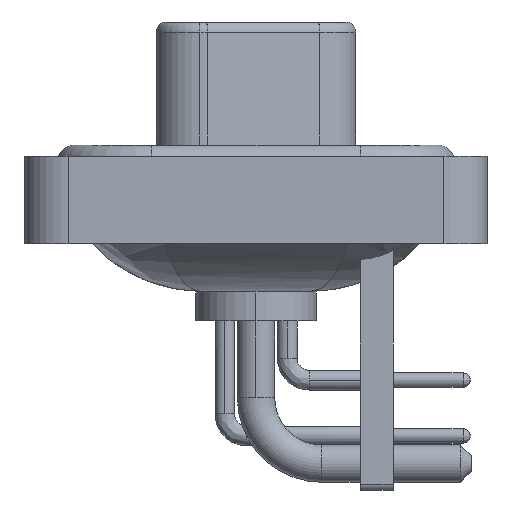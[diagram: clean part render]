
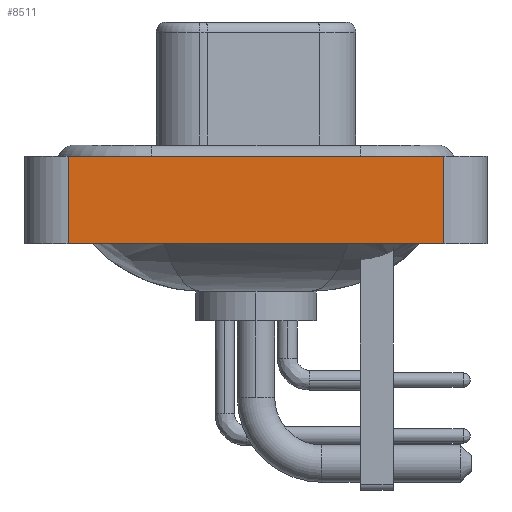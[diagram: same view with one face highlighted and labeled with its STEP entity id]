
A CAD part, left-side view. The second image highlights one B-rep face of the part: STEP entity #8511.
In plain terms, the highlighted planar face has unit normal (-1, 0, 0).
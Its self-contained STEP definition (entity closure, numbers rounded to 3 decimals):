
#829 = EDGE_CURVE ( 'NONE', #2941, #21469, #9071, .T. ) ;
#877 = EDGE_CURVE ( 'NONE', #8160, #6819, #6987, .T. ) ;
#2634 = VECTOR ( 'NONE', #8301, 1000. ) ;
#2775 = ORIENTED_EDGE ( 'NONE', *, *, #829, .F. ) ;
#2941 = VERTEX_POINT ( 'NONE', #10629 ) ;
#6582 = FACE_OUTER_BOUND ( 'NONE', #24134, .T. ) ;
#6698 = DIRECTION ( 'NONE',  ( 0., -1., 0. ) ) ;
#6819 = VERTEX_POINT ( 'NONE', #10775 ) ;
#6987 = LINE ( 'NONE', #20596, #23877 ) ;
#7951 = DIRECTION ( 'NONE',  ( 0., 0., 1. ) ) ;
#7985 = AXIS2_PLACEMENT_3D ( 'NONE', #25048, #23283, #18252 ) ;
#8160 = VERTEX_POINT ( 'NONE', #11243 ) ;
#8301 = DIRECTION ( 'NONE',  ( 0., 0., 1. ) ) ;
#8511 = ADVANCED_FACE ( 'NONE', ( #6582 ), #15602, .T. ) ;
#9071 = LINE ( 'NONE', #9503, #18224 ) ;
#9503 = CARTESIAN_POINT ( 'NONE',  ( -7.35, -8.55, 0.4 ) ) ;
#10303 = EDGE_CURVE ( 'NONE', #8160, #2941, #10388, .T. ) ;
#10388 = LINE ( 'NONE', #19399, #2634 ) ;
#10608 = CARTESIAN_POINT ( 'NONE',  ( -7.35, -8.55, -3.6 ) ) ;
#10629 = CARTESIAN_POINT ( 'NONE',  ( -7.35, 8.55, 0.4 ) ) ;
#10775 = CARTESIAN_POINT ( 'NONE',  ( -7.35, -8.55, -3.6 ) ) ;
#11243 = CARTESIAN_POINT ( 'NONE',  ( -7.35, 8.55, -3.6 ) ) ;
#12595 = ORIENTED_EDGE ( 'NONE', *, *, #877, .T. ) ;
#15602 = PLANE ( 'NONE',  #7985 ) ;
#15789 = EDGE_CURVE ( 'NONE', #6819, #21469, #26557, .T. ) ;
#18224 = VECTOR ( 'NONE', #6698, 1000. ) ;
#18252 = DIRECTION ( 'NONE',  ( 0., 0., 1. ) ) ;
#19317 = ORIENTED_EDGE ( 'NONE', *, *, #15789, .T. ) ;
#19399 = CARTESIAN_POINT ( 'NONE',  ( -7.35, 8.55, -3.6 ) ) ;
#19478 = ORIENTED_EDGE ( 'NONE', *, *, #10303, .F. ) ;
#20596 = CARTESIAN_POINT ( 'NONE',  ( -7.35, -8.55, -3.6 ) ) ;
#20740 = DIRECTION ( 'NONE',  ( 0., -1., 0. ) ) ;
#21469 = VERTEX_POINT ( 'NONE', #23718 ) ;
#22976 = VECTOR ( 'NONE', #7951, 1000. ) ;
#23283 = DIRECTION ( 'NONE',  ( -1., 0., 0. ) ) ;
#23718 = CARTESIAN_POINT ( 'NONE',  ( -7.35, -8.55, 0.4 ) ) ;
#23877 = VECTOR ( 'NONE', #20740, 1000. ) ;
#24134 = EDGE_LOOP ( 'NONE', ( #19317, #2775, #19478, #12595 ) ) ;
#25048 = CARTESIAN_POINT ( 'NONE',  ( -7.35, -8.55, -3.6 ) ) ;
#26557 = LINE ( 'NONE', #10608, #22976 ) ;
